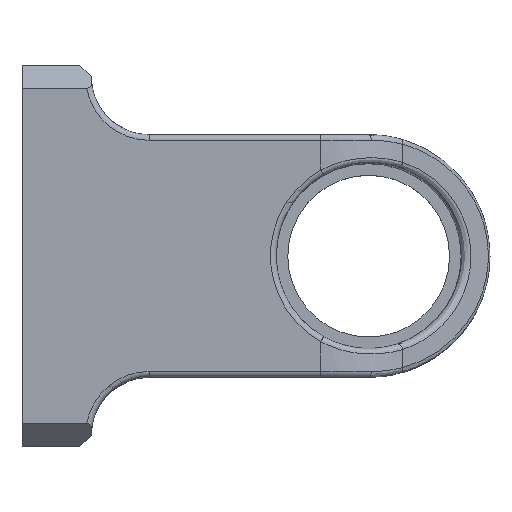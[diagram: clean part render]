
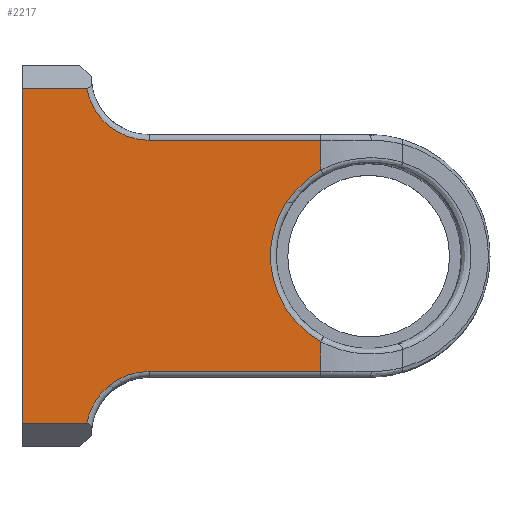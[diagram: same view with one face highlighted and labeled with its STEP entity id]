
A CAD part, top view. The second image highlights one B-rep face of the part: STEP entity #2217.
In plain terms, the highlighted planar face has unit normal (0, 0, 1).
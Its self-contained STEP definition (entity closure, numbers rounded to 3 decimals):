
#18 = ORIENTED_EDGE ( 'NONE', *, *, #1979, .T. ) ;
#21 = VERTEX_POINT ( 'NONE', #2195 ) ;
#24 = VECTOR ( 'NONE', #617, 1000. ) ;
#40 = CARTESIAN_POINT ( 'NONE',  ( 0., 14.5, 17. ) ) ;
#107 = DIRECTION ( 'NONE',  ( 0., 0., -1. ) ) ;
#254 = EDGE_CURVE ( 'NONE', #1157, #2706, #1746, .T. ) ;
#281 = ORIENTED_EDGE ( 'NONE', *, *, #802, .T. ) ;
#310 = LINE ( 'NONE', #1787, #1139 ) ;
#312 = CARTESIAN_POINT ( 'NONE',  ( 0., 0., 17. ) ) ;
#327 = DIRECTION ( 'NONE',  ( 1., 0., 0. ) ) ;
#345 = CARTESIAN_POINT ( 'NONE',  ( -4.142, -7.422, 17. ) ) ;
#349 = LINE ( 'NONE', #717, #2373 ) ;
#359 = VERTEX_POINT ( 'NONE', #2168 ) ;
#399 = EDGE_CURVE ( 'NONE', #2706, #1470, #349, .T. ) ;
#436 = CIRCLE ( 'NONE', #520, 5.5 ) ;
#475 = VECTOR ( 'NONE', #1931, 1000. ) ;
#499 = DIRECTION ( 'NONE',  ( -1., 0., 0. ) ) ;
#520 = AXIS2_PLACEMENT_3D ( 'NONE', #1861, #107, #1383 ) ;
#617 = DIRECTION ( 'NONE',  ( 0., 1., 0. ) ) ;
#688 = ORIENTED_EDGE ( 'NONE', *, *, #2352, .T. ) ;
#693 = VERTEX_POINT ( 'NONE', #2711 ) ;
#717 = CARTESIAN_POINT ( 'NONE',  ( -4.142, -8., 17. ) ) ;
#752 = DIRECTION ( 'NONE',  ( 0., 0., -1. ) ) ;
#783 = VERTEX_POINT ( 'NONE', #2086 ) ;
#802 = EDGE_CURVE ( 'NONE', #1470, #359, #2718, .T. ) ;
#838 = LINE ( 'NONE', #2469, #24 ) ;
#859 = CARTESIAN_POINT ( 'NONE',  ( -4.142, -10., 17. ) ) ;
#882 = EDGE_LOOP ( 'NONE', ( #1112, #1739, #2099, #1051, #281, #1065, #1969, #2634, #688, #18 ) ) ;
#887 = EDGE_CURVE ( 'NONE', #21, #2640, #2002, .T. ) ;
#1004 = LINE ( 'NONE', #2495, #2199 ) ;
#1013 = CARTESIAN_POINT ( 'NONE',  ( 0., 0., 17. ) ) ;
#1037 = VERTEX_POINT ( 'NONE', #1481 ) ;
#1051 = ORIENTED_EDGE ( 'NONE', *, *, #399, .T. ) ;
#1065 = ORIENTED_EDGE ( 'NONE', *, *, #1559, .T. ) ;
#1112 = ORIENTED_EDGE ( 'NONE', *, *, #2058, .T. ) ;
#1139 = VECTOR ( 'NONE', #2584, 1000. ) ;
#1140 = DIRECTION ( 'NONE',  ( 0., 1., 0. ) ) ;
#1157 = VERTEX_POINT ( 'NONE', #1393 ) ;
#1199 = DIRECTION ( 'NONE',  ( -1., 0., 0. ) ) ;
#1210 = DIRECTION ( 'NONE',  ( 1., 0., 0. ) ) ;
#1383 = DIRECTION ( 'NONE',  ( 1., 0., 0. ) ) ;
#1393 = CARTESIAN_POINT ( 'NONE',  ( -19., -10., 17. ) ) ;
#1413 = EDGE_CURVE ( 'NONE', #2640, #783, #2156, .T. ) ;
#1448 = VERTEX_POINT ( 'NONE', #2189 ) ;
#1470 = VERTEX_POINT ( 'NONE', #345 ) ;
#1481 = CARTESIAN_POINT ( 'NONE',  ( -24.408, -14.5, 17. ) ) ;
#1533 = VECTOR ( 'NONE', #1199, 1000. ) ;
#1535 = AXIS2_PLACEMENT_3D ( 'NONE', #2032, #2646, #327 ) ;
#1559 = EDGE_CURVE ( 'NONE', #359, #21, #838, .T. ) ;
#1564 = CARTESIAN_POINT ( 'NONE',  ( -19., 10., 17. ) ) ;
#1645 = DIRECTION ( 'NONE',  ( 0., -1., 0. ) ) ;
#1729 = CARTESIAN_POINT ( 'NONE',  ( -4.142, -10., 17. ) ) ;
#1732 = LINE ( 'NONE', #40, #2292 ) ;
#1739 = ORIENTED_EDGE ( 'NONE', *, *, #2253, .T. ) ;
#1746 = LINE ( 'NONE', #859, #475 ) ;
#1787 = CARTESIAN_POINT ( 'NONE',  ( 0., -14.5, 17. ) ) ;
#1805 = FACE_OUTER_BOUND ( 'NONE', #882, .T. ) ;
#1807 = CARTESIAN_POINT ( 'NONE',  ( -19., 10., 17. ) ) ;
#1818 = PLANE ( 'NONE',  #2245 ) ;
#1861 = CARTESIAN_POINT ( 'NONE',  ( -19., -15.5, 17. ) ) ;
#1931 = DIRECTION ( 'NONE',  ( 1., 0., 0. ) ) ;
#1969 = ORIENTED_EDGE ( 'NONE', *, *, #887, .T. ) ;
#1979 = EDGE_CURVE ( 'NONE', #1448, #693, #1004, .T. ) ;
#2002 = LINE ( 'NONE', #1807, #1533 ) ;
#2032 = CARTESIAN_POINT ( 'NONE',  ( -19., 15.5, 17. ) ) ;
#2058 = EDGE_CURVE ( 'NONE', #693, #1037, #310, .T. ) ;
#2086 = CARTESIAN_POINT ( 'NONE',  ( -24.408, 14.5, 17. ) ) ;
#2099 = ORIENTED_EDGE ( 'NONE', *, *, #254, .T. ) ;
#2156 = CIRCLE ( 'NONE', #1535, 5.5 ) ;
#2168 = CARTESIAN_POINT ( 'NONE',  ( -4.142, 7.422, 17. ) ) ;
#2189 = CARTESIAN_POINT ( 'NONE',  ( -30., 14.5, 17. ) ) ;
#2195 = CARTESIAN_POINT ( 'NONE',  ( -4.142, 10., 17. ) ) ;
#2199 = VECTOR ( 'NONE', #1645, 1000. ) ;
#2217 = ADVANCED_FACE ( 'NONE', ( #1805 ), #1818, .T. ) ;
#2245 = AXIS2_PLACEMENT_3D ( 'NONE', #1013, #2639, #1210 ) ;
#2253 = EDGE_CURVE ( 'NONE', #1037, #1157, #436, .T. ) ;
#2292 = VECTOR ( 'NONE', #499, 1000. ) ;
#2352 = EDGE_CURVE ( 'NONE', #783, #1448, #1732, .T. ) ;
#2373 = VECTOR ( 'NONE', #1140, 1000. ) ;
#2412 = DIRECTION ( 'NONE',  ( 1., 0., 0. ) ) ;
#2469 = CARTESIAN_POINT ( 'NONE',  ( -4.142, 10.5, 17. ) ) ;
#2495 = CARTESIAN_POINT ( 'NONE',  ( -30., -10.5, 17. ) ) ;
#2584 = DIRECTION ( 'NONE',  ( 1., 0., 0. ) ) ;
#2626 = AXIS2_PLACEMENT_3D ( 'NONE', #312, #752, #2412 ) ;
#2634 = ORIENTED_EDGE ( 'NONE', *, *, #1413, .T. ) ;
#2639 = DIRECTION ( 'NONE',  ( 0., 0., 1. ) ) ;
#2640 = VERTEX_POINT ( 'NONE', #1564 ) ;
#2646 = DIRECTION ( 'NONE',  ( 0., 0., -1. ) ) ;
#2706 = VERTEX_POINT ( 'NONE', #1729 ) ;
#2711 = CARTESIAN_POINT ( 'NONE',  ( -30., -14.5, 17. ) ) ;
#2718 = CIRCLE ( 'NONE', #2626, 8.5 ) ;
